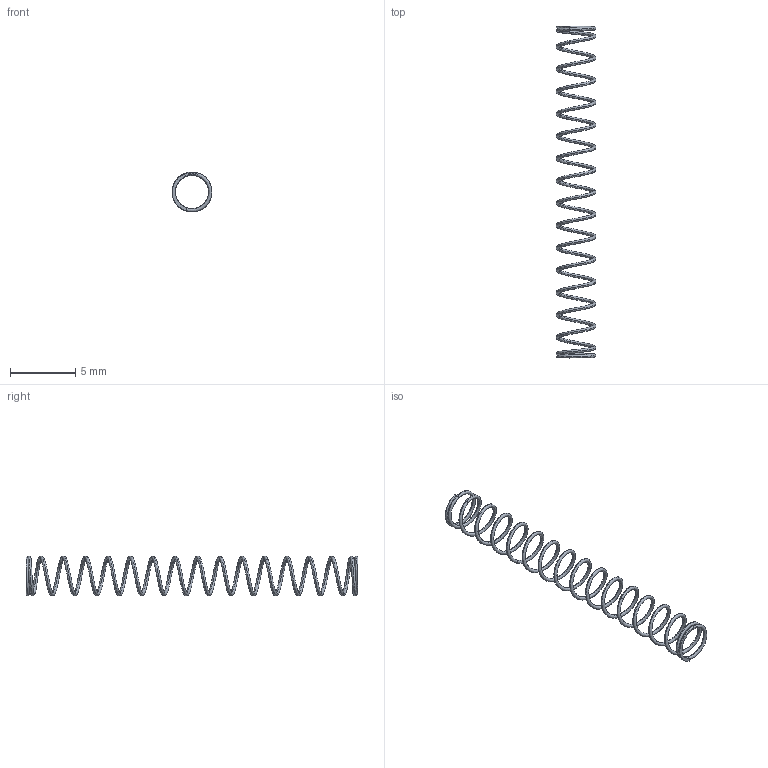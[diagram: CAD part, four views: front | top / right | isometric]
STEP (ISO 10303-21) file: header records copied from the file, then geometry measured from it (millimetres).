
FILE_DESCRIPTION((''),'2;1');
FILE_NAME('C0120-010-1000-M','2017-09-01T',('SYSTEM'),(''),'PRO/ENGINEER BY PARAMETRIC TECHNOLOGY CORPORATION, 2016360','PRO/ENGINEER BY PARAMETRIC TECHNOLOGY CORPORATION, 2016360','');
FILE_SCHEMA(('AUTOMOTIVE_DESIGN { 1 0 10303 214 1 1 1 1 }'));
Length unit declared in the file: inch
Products named in the file (1): C0120-010-1000-M
Bounding box: 3.05 x 25.4 x 3.05 mm (x, y, z)
Volume: 7.6 mm3; surface area: 122.2 mm2
Topology: 1 solids, 1 shells, 20 faces, 36 edges, 18 vertices
Faces by surface type: bspline 16, plane 4
Entity records: 5502 total; most frequent: CARTESIAN_POINT 4978, ORIENTED_EDGE 72, PRESENTATION_STYLE_ASSIGNMENT 37, STYLED_ITEM 37, CURVE_STYLE 36, EDGE_CURVE 36, B_SPLINE_CURVE_WITH_KNOTS 34, PROPERTY_DEFINITION 23
